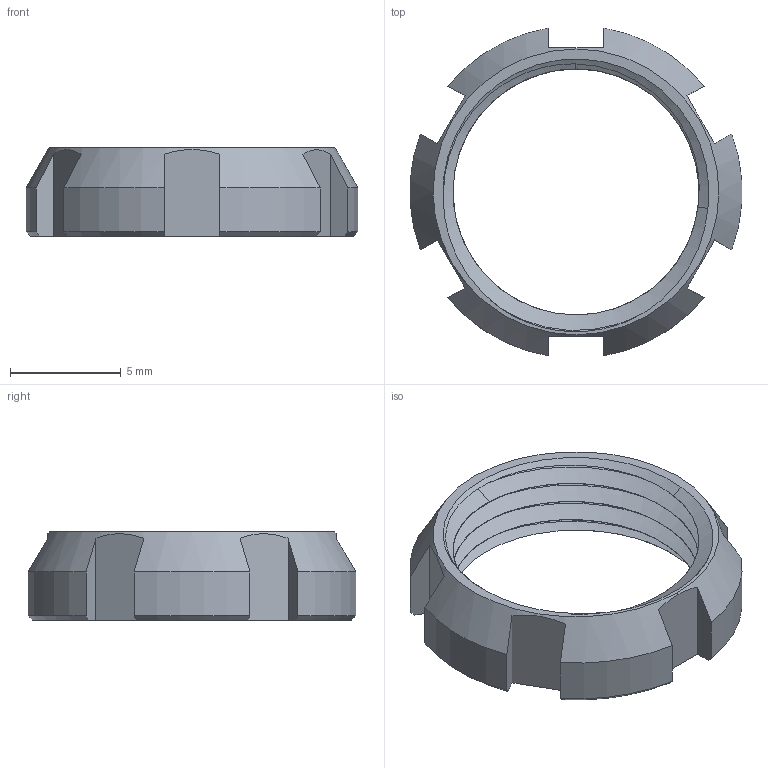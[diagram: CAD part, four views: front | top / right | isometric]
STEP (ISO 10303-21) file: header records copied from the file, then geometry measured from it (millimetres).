
FILE_DESCRIPTION((''),'2;1');
FILE_NAME('FISCHER_DBPC 103 A051-230_nut.stp','2014-07-29T15:56:24',(''),(''),'Mechanical Desktop 2011','Mechanical Desktop 2011',', , ');
FILE_SCHEMA(('AUTOMOTIVE_DESIGN { 1 2 10303 214 1 1 1 1 }'));
Length unit declared in the file: millimetre
Products named in the file (1): Product
Bounding box: 14.96 x 14.79 x 4 mm (x, y, z)
Volume: 170.7 mm3; surface area: 555.5 mm2
Topology: 1 solids, 1 shells, 47 faces, 147 edges, 102 vertices
Faces by surface type: plane 20, cylinder 11, cone 10, bspline 6
Full cylindrical faces by diameter (mm): 11.1 x3
Entity records: 3717 total; most frequent: CARTESIAN_POINT 2453, ORIENTED_EDGE 294, DIRECTION 210, EDGE_CURVE 147, VERTEX_POINT 102, AXIS2_PLACEMENT_3D 79, VECTOR 52, LINE 52
